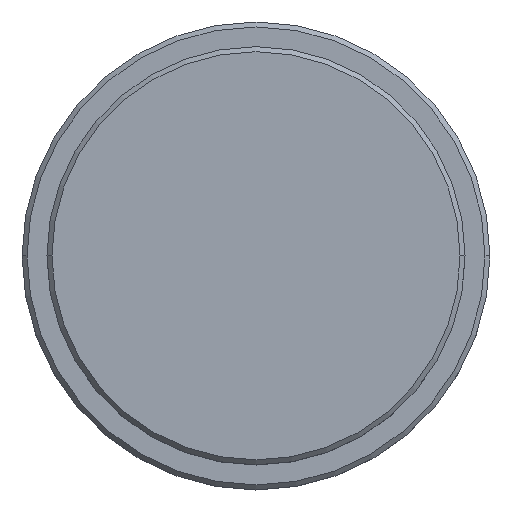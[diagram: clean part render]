
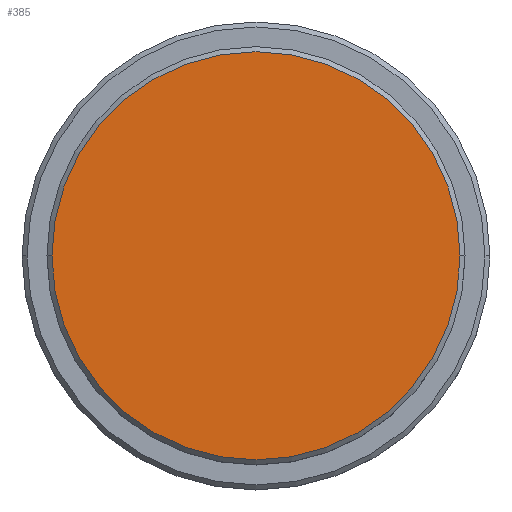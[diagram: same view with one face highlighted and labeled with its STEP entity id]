
A CAD part, top view. The second image highlights one B-rep face of the part: STEP entity #385.
In plain terms, the highlighted planar face has unit normal (0, 0, 1).
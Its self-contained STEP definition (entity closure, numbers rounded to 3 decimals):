
#37 = DIRECTION ( 'NONE',  ( 1., 0., 0. ) ) ;
#48 = EDGE_LOOP ( 'NONE', ( #640, #856 ) ) ;
#110 = CARTESIAN_POINT ( 'NONE',  ( 0., 0., 0. ) ) ;
#155 = VERTEX_POINT ( 'NONE', #378 ) ;
#217 = PLANE ( 'NONE',  #272 ) ;
#272 = AXIS2_PLACEMENT_3D ( 'NONE', #477, #334, #37 ) ;
#273 = CARTESIAN_POINT ( 'NONE',  ( 0., 0., 0. ) ) ;
#334 = DIRECTION ( 'NONE',  ( 0., 0., 1. ) ) ;
#378 = CARTESIAN_POINT ( 'NONE',  ( -20.5, 0., 0. ) ) ;
#385 = ADVANCED_FACE ( 'NONE', ( #1012 ), #217, .T. ) ;
#454 = DIRECTION ( 'NONE',  ( 0., 0., 1. ) ) ;
#477 = CARTESIAN_POINT ( 'NONE',  ( 0., 0., 0. ) ) ;
#581 = VERTEX_POINT ( 'NONE', #1137 ) ;
#600 = DIRECTION ( 'NONE',  ( 0., 0., 1. ) ) ;
#640 = ORIENTED_EDGE ( 'NONE', *, *, #1108, .T. ) ;
#712 = DIRECTION ( 'NONE',  ( 1., 0., 0. ) ) ;
#723 = CIRCLE ( 'NONE', #811, 20.5 ) ;
#807 = EDGE_CURVE ( 'NONE', #581, #155, #966, .T. ) ;
#811 = AXIS2_PLACEMENT_3D ( 'NONE', #110, #454, #886 ) ;
#856 = ORIENTED_EDGE ( 'NONE', *, *, #807, .T. ) ;
#886 = DIRECTION ( 'NONE',  ( 1., 0., 0. ) ) ;
#966 = CIRCLE ( 'NONE', #1195, 20.5 ) ;
#1012 = FACE_OUTER_BOUND ( 'NONE', #48, .T. ) ;
#1108 = EDGE_CURVE ( 'NONE', #155, #581, #723, .T. ) ;
#1137 = CARTESIAN_POINT ( 'NONE',  ( 20.5, 0., 0. ) ) ;
#1195 = AXIS2_PLACEMENT_3D ( 'NONE', #273, #600, #712 ) ;
